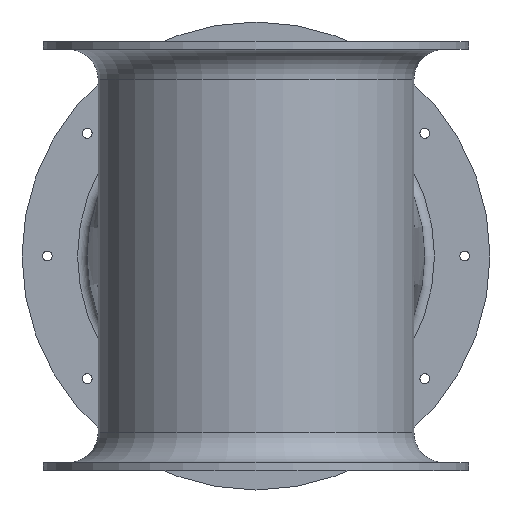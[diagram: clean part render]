
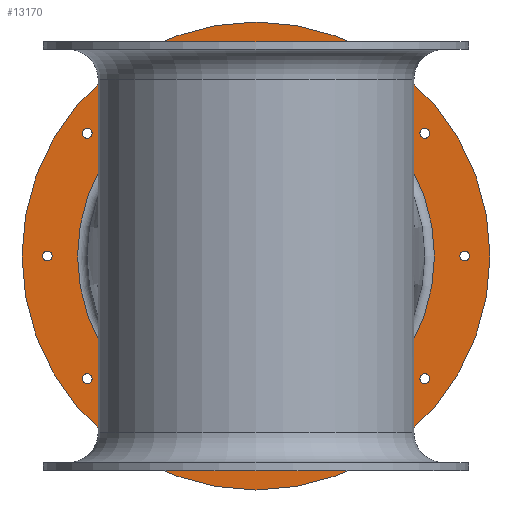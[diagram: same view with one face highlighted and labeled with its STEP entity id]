
A CAD part, front view. The second image highlights one B-rep face of the part: STEP entity #13170.
In plain terms, the highlighted planar face has unit normal (0, -1, 0).
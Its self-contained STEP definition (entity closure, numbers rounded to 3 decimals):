
#859=FACE_BOUND('',#3384,.T.);
#860=FACE_BOUND('',#3385,.T.);
#861=FACE_BOUND('',#3386,.T.);
#862=FACE_BOUND('',#3387,.T.);
#863=FACE_BOUND('',#3388,.T.);
#864=FACE_BOUND('',#3389,.T.);
#865=FACE_BOUND('',#3390,.T.);
#866=FACE_BOUND('',#3391,.T.);
#867=FACE_BOUND('',#3392,.T.);
#868=FACE_BOUND('',#3393,.T.);
#869=FACE_BOUND('',#3394,.T.);
#2466=FACE_OUTER_BOUND('',#3383,.T.);
#3383=EDGE_LOOP('',(#11427));
#3384=EDGE_LOOP('',(#11428));
#3385=EDGE_LOOP('',(#11429));
#3386=EDGE_LOOP('',(#11430));
#3387=EDGE_LOOP('',(#11431));
#3388=EDGE_LOOP('',(#11432));
#3389=EDGE_LOOP('',(#11433));
#3390=EDGE_LOOP('',(#11434));
#3391=EDGE_LOOP('',(#11435));
#3392=EDGE_LOOP('',(#11436));
#3393=EDGE_LOOP('',(#11437));
#3394=EDGE_LOOP('',(#11438));
#4767=CIRCLE('',#14265,6.25);
#4769=CIRCLE('',#14268,6.25);
#4771=CIRCLE('',#14271,6.25);
#4773=CIRCLE('',#14274,6.25);
#4775=CIRCLE('',#14277,6.25);
#4777=CIRCLE('',#14280,6.25);
#4779=CIRCLE('',#14283,6.25);
#4781=CIRCLE('',#14286,6.25);
#4783=CIRCLE('',#14289,6.25);
#4785=CIRCLE('',#14292,6.25);
#4792=CIRCLE('',#14304,228.806);
#4793=CIRCLE('',#14306,300.);
#5879=VERTEX_POINT('',#56322);
#5881=VERTEX_POINT('',#56327);
#5883=VERTEX_POINT('',#56332);
#5885=VERTEX_POINT('',#56337);
#5887=VERTEX_POINT('',#56342);
#5889=VERTEX_POINT('',#56347);
#5891=VERTEX_POINT('',#56352);
#5893=VERTEX_POINT('',#56357);
#5895=VERTEX_POINT('',#56362);
#5897=VERTEX_POINT('',#56367);
#5904=VERTEX_POINT('',#56386);
#5905=VERTEX_POINT('',#56389);
#7730=EDGE_CURVE('',#5879,#5879,#4767,.T.);
#7732=EDGE_CURVE('',#5881,#5881,#4769,.T.);
#7734=EDGE_CURVE('',#5883,#5883,#4771,.T.);
#7736=EDGE_CURVE('',#5885,#5885,#4773,.T.);
#7738=EDGE_CURVE('',#5887,#5887,#4775,.T.);
#7740=EDGE_CURVE('',#5889,#5889,#4777,.T.);
#7742=EDGE_CURVE('',#5891,#5891,#4779,.T.);
#7744=EDGE_CURVE('',#5893,#5893,#4781,.T.);
#7746=EDGE_CURVE('',#5895,#5895,#4783,.T.);
#7748=EDGE_CURVE('',#5897,#5897,#4785,.T.);
#7755=EDGE_CURVE('',#5904,#5904,#4792,.T.);
#7756=EDGE_CURVE('',#5905,#5905,#4793,.T.);
#11427=ORIENTED_EDGE('',*,*,#7756,.F.);
#11428=ORIENTED_EDGE('',*,*,#7730,.T.);
#11429=ORIENTED_EDGE('',*,*,#7732,.T.);
#11430=ORIENTED_EDGE('',*,*,#7734,.T.);
#11431=ORIENTED_EDGE('',*,*,#7736,.T.);
#11432=ORIENTED_EDGE('',*,*,#7738,.T.);
#11433=ORIENTED_EDGE('',*,*,#7740,.T.);
#11434=ORIENTED_EDGE('',*,*,#7742,.T.);
#11435=ORIENTED_EDGE('',*,*,#7744,.T.);
#11436=ORIENTED_EDGE('',*,*,#7746,.T.);
#11437=ORIENTED_EDGE('',*,*,#7748,.T.);
#11438=ORIENTED_EDGE('',*,*,#7755,.F.);
#11585=PLANE('',#14305);
#13170=ADVANCED_FACE('',(#2466,#859,#860,#861,#862,#863,#864,#865,#866,
#867,#868,#869),#11585,.T.);
#14265=AXIS2_PLACEMENT_3D('',#56323,#16829,#16830);
#14268=AXIS2_PLACEMENT_3D('',#56328,#16835,#16836);
#14271=AXIS2_PLACEMENT_3D('',#56333,#16841,#16842);
#14274=AXIS2_PLACEMENT_3D('',#56338,#16847,#16848);
#14277=AXIS2_PLACEMENT_3D('',#56343,#16853,#16854);
#14280=AXIS2_PLACEMENT_3D('',#56348,#16859,#16860);
#14283=AXIS2_PLACEMENT_3D('',#56353,#16865,#16866);
#14286=AXIS2_PLACEMENT_3D('',#56358,#16871,#16872);
#14289=AXIS2_PLACEMENT_3D('',#56363,#16877,#16878);
#14292=AXIS2_PLACEMENT_3D('',#56368,#16883,#16884);
#14304=AXIS2_PLACEMENT_3D('',#56387,#16907,#16908);
#14305=AXIS2_PLACEMENT_3D('',#56388,#16909,#16910);
#14306=AXIS2_PLACEMENT_3D('',#56390,#16911,#16912);
#16829=DIRECTION('center_axis',(0.,1.,0.));
#16830=DIRECTION('ref_axis',(-0.588,0.,0.809));
#16835=DIRECTION('center_axis',(0.,1.,0.));
#16836=DIRECTION('ref_axis',(-0.951,0.,0.309));
#16841=DIRECTION('center_axis',(0.,1.,0.));
#16842=DIRECTION('ref_axis',(-0.951,0.,-0.309));
#16847=DIRECTION('center_axis',(0.,1.,0.));
#16848=DIRECTION('ref_axis',(-0.588,0.,-0.809));
#16853=DIRECTION('center_axis',(0.,1.,0.));
#16854=DIRECTION('ref_axis',(0.,0.,
-1.));
#16859=DIRECTION('center_axis',(0.,1.,0.));
#16860=DIRECTION('ref_axis',(0.588,0.,-0.809));
#16865=DIRECTION('center_axis',(0.,1.,0.));
#16866=DIRECTION('ref_axis',(0.951,0.,-0.309));
#16871=DIRECTION('center_axis',(0.,1.,0.));
#16872=DIRECTION('ref_axis',(0.951,0.,0.309));
#16877=DIRECTION('center_axis',(0.,1.,0.));
#16878=DIRECTION('ref_axis',(0.588,0.,0.809));
#16883=DIRECTION('center_axis',(0.,1.,0.));
#16884=DIRECTION('ref_axis',(0.,0.,
1.));
#16907=DIRECTION('center_axis',(0.,-1.,0.));
#16908=DIRECTION('ref_axis',(0.,0.,
1.));
#16909=DIRECTION('center_axis',(0.,-1.,0.));
#16910=DIRECTION('ref_axis',(0.,0.,1.));
#16911=DIRECTION('center_axis',(0.,1.,0.));
#16912=DIRECTION('ref_axis',(0.,0.,
-1.));
#56322=CARTESIAN_POINT('',(-208.888,194.406,-162.334));
#56323=CARTESIAN_POINT('Origin',(-212.562,194.406,-157.278));
#56327=CARTESIAN_POINT('',(-72.839,194.406,-256.405));
#56328=CARTESIAN_POINT('Origin',(-78.783,194.406,-254.474));
#56332=CARTESIAN_POINT('',(92.521,194.406,-252.543));
#56333=CARTESIAN_POINT('Origin',(86.576,194.406,-254.474));
#56337=CARTESIAN_POINT('',(224.029,194.406,-152.222));
#56338=CARTESIAN_POINT('Origin',(220.355,194.406,-157.278));
#56342=CARTESIAN_POINT('',(271.454,194.406,6.239));
#56343=CARTESIAN_POINT('Origin',(271.454,194.406,-0.011));
#56347=CARTESIAN_POINT('',(216.682,194.406,162.311));
#56348=CARTESIAN_POINT('Origin',(220.355,194.406,157.255));
#56352=CARTESIAN_POINT('',(80.632,194.406,256.382));
#56353=CARTESIAN_POINT('Origin',(86.576,194.406,254.451));
#56357=CARTESIAN_POINT('',(-84.727,194.406,252.52));
#56358=CARTESIAN_POINT('Origin',(-78.783,194.406,254.451));
#56362=CARTESIAN_POINT('',(-216.236,194.406,152.199));
#56363=CARTESIAN_POINT('Origin',(-212.562,194.406,157.255));
#56367=CARTESIAN_POINT('',(-263.661,194.406,-6.261));
#56368=CARTESIAN_POINT('Origin',(-263.661,194.406,-0.011));
#56386=CARTESIAN_POINT('',(3.897,194.406,-228.817));
#56387=CARTESIAN_POINT('Origin',(3.897,194.406,-0.011));
#56388=CARTESIAN_POINT('Origin',(3.897,194.406,-258.483));
#56389=CARTESIAN_POINT('',(3.897,194.406,-300.011));
#56390=CARTESIAN_POINT('Origin',(3.897,194.406,-0.011));
